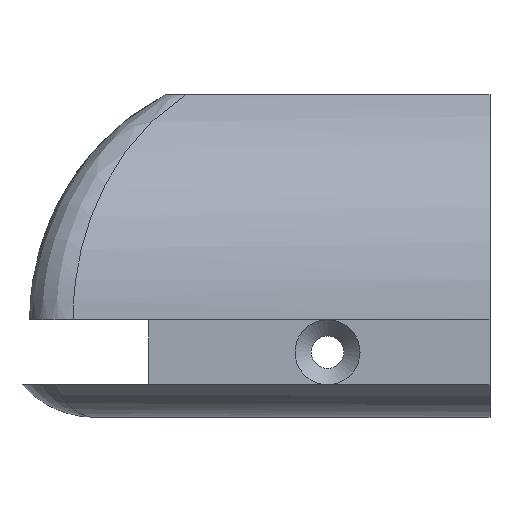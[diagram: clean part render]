
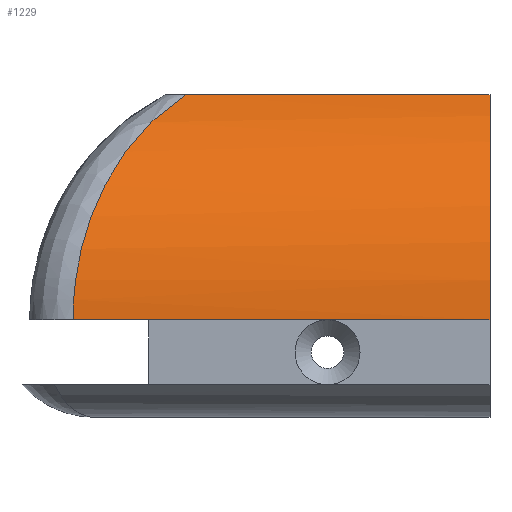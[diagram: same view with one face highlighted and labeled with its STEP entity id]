
A CAD part, left-side view. The second image highlights one B-rep face of the part: STEP entity #1229.
In plain terms, the highlighted cylindrical face has radius 23.5 mm (diameter 47 mm), a partial arc.
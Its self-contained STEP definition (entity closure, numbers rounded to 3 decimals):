
#365=CARTESIAN_POINT('',(-1.5,-28.5,29.767));
#366=VERTEX_POINT('',#365);
#373=CARTESIAN_POINT('',(-14.0,-28.5,9.0));
#374=VERTEX_POINT('',#373);
#375=CARTESIAN_POINT('',(9.5,-28.5,9.));
#376=DIRECTION('',(0.,-1.0,0.));
#377=DIRECTION('',(-0.468,0.,0.884));
#378=AXIS2_PLACEMENT_3D('',#375,#376,#377);
#379=CIRCLE('',#378,23.5);
#380=EDGE_CURVE('',#366,#374,#379,.T.);
#1007=CARTESIAN_POINT('',(-1.5,-0.372,29.767));
#1008=VERTEX_POINT('',#1007);
#1023=CARTESIAN_POINT('',(-1.5,-0.372,29.767));
#1024=DIRECTION('',(0.0,-1.0,0.0));
#1025=VECTOR('',#1024,28.128);
#1026=LINE('',#1023,#1025);
#1027=EDGE_CURVE('',#1008,#366,#1026,.T.);
#1149=CARTESIAN_POINT('',(-14.0,10.,9.));
#1150=VERTEX_POINT('',#1149);
#1163=CARTESIAN_POINT('',(-1.5,-0.372,29.767));
#1164=CARTESIAN_POINT('',(-3.081,0.94,28.929));
#1165=CARTESIAN_POINT('',(-5.883,3.265,27.024));
#1166=CARTESIAN_POINT('',(-9.387,6.172,23.268));
#1167=CARTESIAN_POINT('',(-11.533,7.953,19.706));
#1168=CARTESIAN_POINT('',(-12.779,8.987,16.612));
#1169=CARTESIAN_POINT('',(-13.457,9.549,14.228));
#1170=CARTESIAN_POINT('',(-13.897,9.915,11.663));
#1171=CARTESIAN_POINT('',(-14.0,10.,9.921));
#1172=CARTESIAN_POINT('',(-14.0,10.,9.0));
#1173=B_SPLINE_CURVE_WITH_KNOTS('',3,(#1163,#1164,#1165,#1166,#1167,#1168,#1169,#1170,#1171,#1172),.UNSPECIFIED.,.F.,.U.,(4,1,1,1,1,1,1,4),(0.0,6.907,12.657,17.895,20.354,22.936,25.307,27.973),.UNSPECIFIED.);
#1174=EDGE_CURVE('',#1008,#1150,#1173,.T.);
#1190=CARTESIAN_POINT('',(-14.0,10.,9.0));
#1191=DIRECTION('',(0.0,-1.0,0.0));
#1192=VECTOR('',#1191,38.5);
#1193=LINE('',#1190,#1192);
#1194=EDGE_CURVE('',#1150,#374,#1193,.T.);
#1218=CARTESIAN_POINT('',(9.5,16.,9.0));
#1219=DIRECTION('',(0.,-1.0,0.));
#1220=DIRECTION('',(-0.468,0.,0.884));
#1221=AXIS2_PLACEMENT_3D('',#1218,#1219,#1220);
#1222=CYLINDRICAL_SURFACE('',#1221,23.5);
#1223=ORIENTED_EDGE('',*,*,#1027,.F.);
#1224=ORIENTED_EDGE('',*,*,#1174,.T.);
#1225=ORIENTED_EDGE('',*,*,#1194,.T.);
#1226=ORIENTED_EDGE('',*,*,#380,.F.);
#1227=EDGE_LOOP('',(#1223,#1224,#1225,#1226));
#1228=FACE_OUTER_BOUND('',#1227,.T.);
#1229=ADVANCED_FACE('',(#1228),#1222,.T.);
